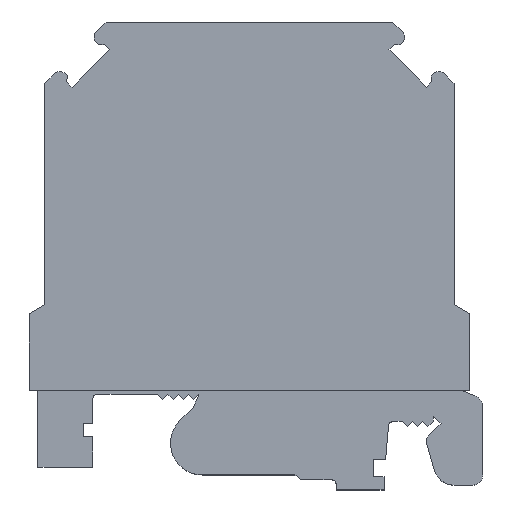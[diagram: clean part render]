
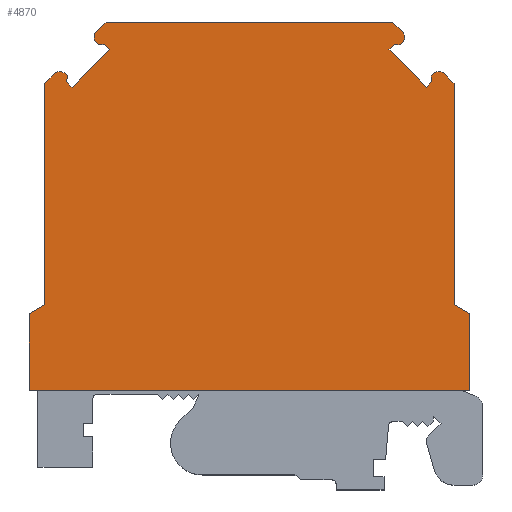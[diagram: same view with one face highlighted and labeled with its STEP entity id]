
A CAD part, top view. The second image highlights one B-rep face of the part: STEP entity #4870.
In plain terms, the highlighted planar face has unit normal (0, 0, 1).
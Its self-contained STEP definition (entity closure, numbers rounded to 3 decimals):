
#76=CIRCLE('',#5032,0.75);
#78=CIRCLE('',#5040,0.75);
#80=CIRCLE('',#5049,0.75);
#82=CIRCLE('',#5057,0.75);
#406=ORIENTED_EDGE('',*,*,#1236,.T.);
#407=ORIENTED_EDGE('',*,*,#1415,.F.);
#408=ORIENTED_EDGE('',*,*,#1264,.T.);
#409=ORIENTED_EDGE('',*,*,#1357,.T.);
#410=ORIENTED_EDGE('',*,*,#1416,.T.);
#411=ORIENTED_EDGE('',*,*,#1417,.T.);
#412=ORIENTED_EDGE('',*,*,#1418,.T.);
#413=ORIENTED_EDGE('',*,*,#1419,.T.);
#414=ORIENTED_EDGE('',*,*,#1420,.T.);
#415=ORIENTED_EDGE('',*,*,#1421,.T.);
#416=ORIENTED_EDGE('',*,*,#1422,.T.);
#417=ORIENTED_EDGE('',*,*,#1340,.T.);
#418=ORIENTED_EDGE('',*,*,#1252,.T.);
#419=ORIENTED_EDGE('',*,*,#1337,.F.);
#420=ORIENTED_EDGE('',*,*,#1406,.F.);
#421=ORIENTED_EDGE('',*,*,#1409,.F.);
#422=ORIENTED_EDGE('',*,*,#1195,.F.);
#423=ORIENTED_EDGE('',*,*,#1423,.F.);
#424=ORIENTED_EDGE('',*,*,#1424,.F.);
#425=ORIENTED_EDGE('',*,*,#1317,.F.);
#426=ORIENTED_EDGE('',*,*,#1248,.T.);
#427=ORIENTED_EDGE('',*,*,#1314,.T.);
#428=ORIENTED_EDGE('',*,*,#1425,.T.);
#429=ORIENTED_EDGE('',*,*,#1426,.T.);
#430=ORIENTED_EDGE('',*,*,#1427,.T.);
#431=ORIENTED_EDGE('',*,*,#1428,.T.);
#432=ORIENTED_EDGE('',*,*,#1429,.T.);
#433=ORIENTED_EDGE('',*,*,#1430,.T.);
#434=ORIENTED_EDGE('',*,*,#1431,.T.);
#435=ORIENTED_EDGE('',*,*,#1297,.T.);
#1195=EDGE_CURVE('',#1727,#1728,#2079,.T.);
#1236=EDGE_CURVE('',#1760,#1763,#2114,.T.);
#1248=EDGE_CURVE('',#1773,#1775,#2126,.T.);
#1252=EDGE_CURVE('',#1776,#1779,#2130,.T.);
#1264=EDGE_CURVE('',#1789,#1791,#2142,.T.);
#1297=EDGE_CURVE('',#1819,#1760,#76,.F.);
#1314=EDGE_CURVE('',#1775,#1829,#78,.F.);
#1317=EDGE_CURVE('',#1773,#1832,#2188,.T.);
#1337=EDGE_CURVE('',#1847,#1779,#2208,.T.);
#1340=EDGE_CURVE('',#1849,#1776,#80,.F.);
#1357=EDGE_CURVE('',#1791,#1859,#82,.F.);
#1406=EDGE_CURVE('',#1891,#1847,#2265,.T.);
#1409=EDGE_CURVE('',#1728,#1891,#2268,.T.);
#1415=EDGE_CURVE('',#1789,#1763,#2274,.T.);
#1416=EDGE_CURVE('',#1859,#1895,#2275,.T.);
#1417=EDGE_CURVE('',#1895,#1896,#2276,.T.);
#1418=EDGE_CURVE('',#1896,#1897,#2277,.T.);
#1419=EDGE_CURVE('',#1897,#1898,#2278,.T.);
#1420=EDGE_CURVE('',#1898,#1899,#2279,.T.);
#1421=EDGE_CURVE('',#1899,#1900,#2280,.T.);
#1422=EDGE_CURVE('',#1900,#1849,#2281,.T.);
#1423=EDGE_CURVE('',#1901,#1727,#2282,.T.);
#1424=EDGE_CURVE('',#1832,#1901,#2283,.T.);
#1425=EDGE_CURVE('',#1829,#1902,#2284,.T.);
#1426=EDGE_CURVE('',#1902,#1903,#2285,.T.);
#1427=EDGE_CURVE('',#1903,#1904,#2286,.T.);
#1428=EDGE_CURVE('',#1904,#1905,#2287,.T.);
#1429=EDGE_CURVE('',#1905,#1906,#2288,.T.);
#1430=EDGE_CURVE('',#1906,#1907,#2289,.T.);
#1431=EDGE_CURVE('',#1907,#1819,#2290,.T.);
#1727=VERTEX_POINT('',#6201);
#1728=VERTEX_POINT('',#6203);
#1760=VERTEX_POINT('',#6282);
#1763=VERTEX_POINT('',#6287);
#1773=VERTEX_POINT('',#6310);
#1775=VERTEX_POINT('',#6314);
#1776=VERTEX_POINT('',#6318);
#1779=VERTEX_POINT('',#6323);
#1789=VERTEX_POINT('',#6346);
#1791=VERTEX_POINT('',#6350);
#1819=VERTEX_POINT('',#6416);
#1829=VERTEX_POINT('',#6450);
#1832=VERTEX_POINT('',#6458);
#1847=VERTEX_POINT('',#6497);
#1849=VERTEX_POINT('',#6502);
#1859=VERTEX_POINT('',#6536);
#1891=VERTEX_POINT('',#6632);
#1895=VERTEX_POINT('',#6651);
#1896=VERTEX_POINT('',#6653);
#1897=VERTEX_POINT('',#6655);
#1898=VERTEX_POINT('',#6657);
#1899=VERTEX_POINT('',#6659);
#1900=VERTEX_POINT('',#6661);
#1901=VERTEX_POINT('',#6664);
#1902=VERTEX_POINT('',#6667);
#1903=VERTEX_POINT('',#6669);
#1904=VERTEX_POINT('',#6671);
#1905=VERTEX_POINT('',#6673);
#1906=VERTEX_POINT('',#6675);
#1907=VERTEX_POINT('',#6677);
#2079=LINE('',#6202,#2535);
#2114=LINE('',#6288,#2570);
#2126=LINE('',#6315,#2582);
#2130=LINE('',#6324,#2586);
#2142=LINE('',#6351,#2598);
#2188=LINE('',#6457,#2644);
#2208=LINE('',#6498,#2664);
#2265=LINE('',#6633,#2721);
#2268=LINE('',#6637,#2724);
#2274=LINE('',#6649,#2730);
#2275=LINE('',#6650,#2731);
#2276=LINE('',#6652,#2732);
#2277=LINE('',#6654,#2733);
#2278=LINE('',#6656,#2734);
#2279=LINE('',#6658,#2735);
#2280=LINE('',#6660,#2736);
#2281=LINE('',#6662,#2737);
#2282=LINE('',#6663,#2738);
#2283=LINE('',#6665,#2739);
#2284=LINE('',#6666,#2740);
#2285=LINE('',#6668,#2741);
#2286=LINE('',#6670,#2742);
#2287=LINE('',#6672,#2743);
#2288=LINE('',#6674,#2744);
#2289=LINE('',#6676,#2745);
#2290=LINE('',#6678,#2746);
#2535=VECTOR('',#5252,1000.);
#2570=VECTOR('',#5317,1000.);
#2582=VECTOR('',#5335,1000.);
#2586=VECTOR('',#5341,1000.);
#2598=VECTOR('',#5359,1000.);
#2644=VECTOR('',#5445,1000.);
#2664=VECTOR('',#5475,1000.);
#2721=VECTOR('',#5600,1000.);
#2724=VECTOR('',#5605,1000.);
#2730=VECTOR('',#5617,1000.);
#2731=VECTOR('',#5618,1000.);
#2732=VECTOR('',#5619,1000.);
#2733=VECTOR('',#5620,1000.);
#2734=VECTOR('',#5621,1000.);
#2735=VECTOR('',#5622,1000.);
#2736=VECTOR('',#5623,1000.);
#2737=VECTOR('',#5624,1000.);
#2738=VECTOR('',#5625,1000.);
#2739=VECTOR('',#5626,1000.);
#2740=VECTOR('',#5627,1000.);
#2741=VECTOR('',#5628,1000.);
#2742=VECTOR('',#5629,1000.);
#2743=VECTOR('',#5630,1000.);
#2744=VECTOR('',#5631,1000.);
#2745=VECTOR('',#5632,1000.);
#2746=VECTOR('',#5633,1000.);
#3048=EDGE_LOOP('',(#406,#407,#408,#409,#410,#411,#412,#413,#414,#415,#416,
#417,#418,#419,#420,#421,#422,#423,#424,#425,#426,#427,#428,#429,#430,#431,
#432,#433,#434,#435));
#3236=FACE_BOUND('',#3048,.T.);
#3416=PLANE('',#5084);
#4870=ADVANCED_FACE('',(#3236),#3416,.F.);
#5032=AXIS2_PLACEMENT_3D('',#6418,#5408,#5409);
#5040=AXIS2_PLACEMENT_3D('',#6451,#5439,#5440);
#5049=AXIS2_PLACEMENT_3D('',#6504,#5481,#5482);
#5057=AXIS2_PLACEMENT_3D('',#6537,#5512,#5513);
#5084=AXIS2_PLACEMENT_3D('',#6648,#5615,#5616);
#5252=DIRECTION('',(-1.,0.,0.));
#5317=DIRECTION('',(-0.707,0.707,0.));
#5335=DIRECTION('',(-0.707,0.707,0.));
#5341=DIRECTION('',(-0.707,-0.707,0.));
#5359=DIRECTION('',(-0.707,-0.707,0.));
#5408=DIRECTION('',(0.,0.,-1.));
#5409=DIRECTION('',(-1.,0.,0.));
#5439=DIRECTION('',(0.,0.,-1.));
#5440=DIRECTION('',(-1.,0.,0.));
#5445=DIRECTION('',(0.,-1.,0.));
#5475=DIRECTION('',(0.,1.,0.));
#5481=DIRECTION('',(0.,0.,-1.));
#5482=DIRECTION('',(-1.,0.,0.));
#5512=DIRECTION('',(0.,0.,-1.));
#5513=DIRECTION('',(-1.,0.,0.));
#5600=DIRECTION('',(0.866,0.5,0.));
#5605=DIRECTION('',(0.,1.,0.));
#5615=DIRECTION('',(0.,0.,-1.));
#5616=DIRECTION('',(-1.,0.,0.));
#5617=DIRECTION('',(1.,0.,0.));
#5618=DIRECTION('',(0.707,-0.707,0.));
#5619=DIRECTION('',(0.996,0.087,0.));
#5620=DIRECTION('',(0.707,-0.707,0.));
#5621=DIRECTION('',(-0.707,-0.707,0.));
#5622=DIRECTION('',(-0.707,0.707,0.));
#5623=DIRECTION('',(0.087,0.996,0.));
#5624=DIRECTION('',(-0.707,0.707,0.));
#5625=DIRECTION('',(0.,-1.,0.));
#5626=DIRECTION('',(0.866,-0.5,0.));
#5627=DIRECTION('',(-0.707,-0.707,0.));
#5628=DIRECTION('',(0.087,-0.996,0.));
#5629=DIRECTION('',(-0.707,-0.707,0.));
#5630=DIRECTION('',(-0.707,0.707,0.));
#5631=DIRECTION('',(0.707,0.707,0.));
#5632=DIRECTION('',(0.996,-0.087,0.));
#5633=DIRECTION('',(0.707,0.707,0.));
#6201=CARTESIAN_POINT('',(21.5,-18.,10.05));
#6202=CARTESIAN_POINT('',(21.5,-18.,10.05));
#6203=CARTESIAN_POINT('',(-21.5,-18.,10.05));
#6282=CARTESIAN_POINT('',(14.951,17.049,10.05));
#6287=CARTESIAN_POINT('',(14.,18.,10.05));
#6288=CARTESIAN_POINT('',(14.,18.,10.05));
#6310=CARTESIAN_POINT('',(20.,12.,10.05));
#6314=CARTESIAN_POINT('',(19.052,12.948,10.05));
#6315=CARTESIAN_POINT('',(14.,18.,10.05));
#6318=CARTESIAN_POINT('',(-19.052,12.948,10.05));
#6323=CARTESIAN_POINT('',(-20.,12.,10.05));
#6324=CARTESIAN_POINT('',(-20.,12.,10.05));
#6346=CARTESIAN_POINT('',(-14.,18.,10.05));
#6350=CARTESIAN_POINT('',(-14.951,17.049,10.05));
#6351=CARTESIAN_POINT('',(-20.,12.,10.05));
#6416=CARTESIAN_POINT('',(14.951,15.988,10.05));
#6418=CARTESIAN_POINT('',(14.421,16.519,10.05));
#6450=CARTESIAN_POINT('',(17.992,12.948,10.05));
#6451=CARTESIAN_POINT('',(18.522,12.417,10.05));
#6457=CARTESIAN_POINT('',(20.,0.,10.05));
#6458=CARTESIAN_POINT('',(20.,-9.624,10.05));
#6497=CARTESIAN_POINT('',(-20.,-9.624,10.05));
#6498=CARTESIAN_POINT('',(-20.,0.,10.05));
#6502=CARTESIAN_POINT('',(-17.992,12.948,10.05));
#6504=CARTESIAN_POINT('',(-18.522,12.417,10.05));
#6536=CARTESIAN_POINT('',(-14.951,15.988,10.05));
#6537=CARTESIAN_POINT('',(-14.421,16.519,10.05));
#6632=CARTESIAN_POINT('',(-21.5,-10.49,10.05));
#6633=CARTESIAN_POINT('',(-0.833,1.442,10.05));
#6637=CARTESIAN_POINT('',(-21.5,-18.,10.05));
#6648=CARTESIAN_POINT('',(0.,0.,10.05));
#6649=CARTESIAN_POINT('',(-21.5,18.,10.05));
#6650=CARTESIAN_POINT('',(0.519,0.519,10.05));
#6651=CARTESIAN_POINT('',(-14.744,15.782,10.05));
#6652=CARTESIAN_POINT('',(-1.482,16.942,10.05));
#6653=CARTESIAN_POINT('',(-14.159,15.833,10.05));
#6654=CARTESIAN_POINT('',(0.837,0.837,10.05));
#6655=CARTESIAN_POINT('',(-13.643,15.317,10.05));
#6656=CARTESIAN_POINT('',(-14.48,14.48,10.05));
#6657=CARTESIAN_POINT('',(-17.32,11.64,10.05));
#6658=CARTESIAN_POINT('',(-2.84,-2.84,10.05));
#6659=CARTESIAN_POINT('',(-17.836,12.156,10.05));
#6660=CARTESIAN_POINT('',(-18.756,1.641,10.05));
#6661=CARTESIAN_POINT('',(-17.785,12.741,10.05));
#6662=CARTESIAN_POINT('',(-2.522,-2.522,10.05));
#6663=CARTESIAN_POINT('',(21.5,18.,10.05));
#6664=CARTESIAN_POINT('',(21.5,-10.49,10.05));
#6665=CARTESIAN_POINT('',(0.833,1.442,10.05));
#6666=CARTESIAN_POINT('',(2.522,-2.522,10.05));
#6667=CARTESIAN_POINT('',(17.785,12.741,10.05));
#6668=CARTESIAN_POINT('',(18.756,1.641,10.05));
#6669=CARTESIAN_POINT('',(17.836,12.156,10.05));
#6670=CARTESIAN_POINT('',(2.84,-2.84,10.05));
#6671=CARTESIAN_POINT('',(17.32,11.64,10.05));
#6672=CARTESIAN_POINT('',(14.48,14.48,10.05));
#6673=CARTESIAN_POINT('',(13.643,15.317,10.05));
#6674=CARTESIAN_POINT('',(-0.837,0.837,10.05));
#6675=CARTESIAN_POINT('',(14.159,15.833,10.05));
#6676=CARTESIAN_POINT('',(1.482,16.942,10.05));
#6677=CARTESIAN_POINT('',(14.744,15.782,10.05));
#6678=CARTESIAN_POINT('',(-0.519,0.519,10.05));
